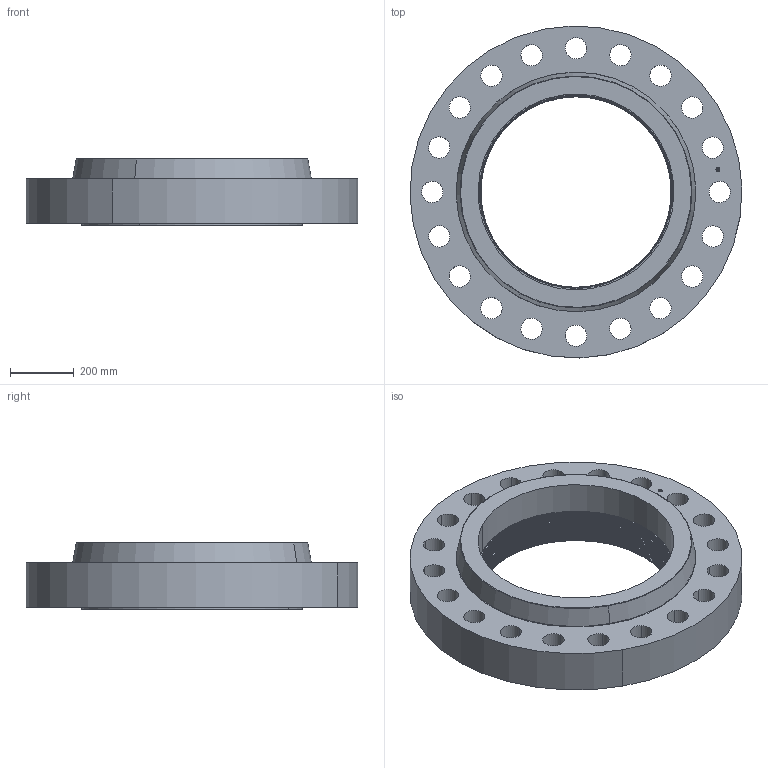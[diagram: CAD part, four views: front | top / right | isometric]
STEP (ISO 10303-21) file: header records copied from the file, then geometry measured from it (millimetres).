
FILE_DESCRIPTION(('3D STEP'),'2;1');
FILE_NAME('24-900-THREADED-RF-FLANGE.stp','2013-03-04T05:27:22+00:00',('Texas Flange'),(''),'CATIA Version 5 Release 20 SP 6 (IN-10)','CATIA V5 STEP AP214','800-826-3801');
FILE_SCHEMA(('AUTOMOTIVE_DESIGN { 1 0 10303 214 1 1 1 1 }'));
Length unit declared in the file: inch
Products named in the file (1): 24-900-THREADED-RF-FLANGE
Bounding box: 1041.11 x 1041.11 x 209.55 mm (x, y, z)
Volume: 77839581.9 mm3; surface area: 2751146.1 mm2
Topology: 1 solids, 1 shells, 789 faces, 2025 edges, 1258 vertices
Faces by surface type: plane 370, bspline 278, cone 71, cylinder 66, torus 4
Entity records: 33653 total; most frequent: CARTESIAN_POINT 14678, ORIENTED_EDGE 4050, DIRECTION 2092, EDGE_CURVE 2025, VERTEX_POINT 1258, VECTOR 1180, LINE 1180, EDGE_LOOP 851
